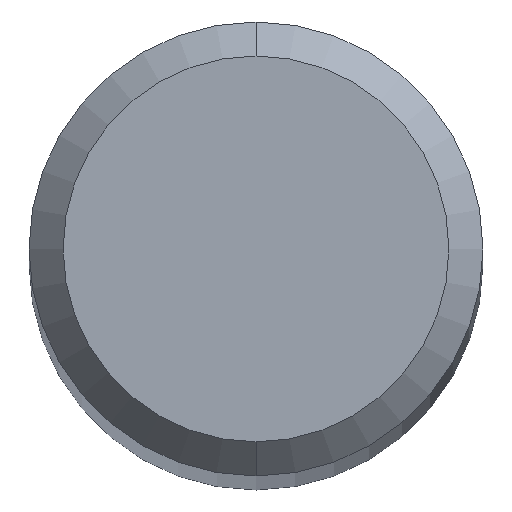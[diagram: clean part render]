
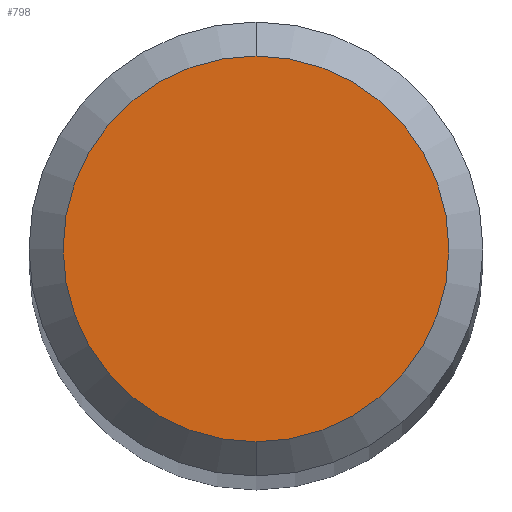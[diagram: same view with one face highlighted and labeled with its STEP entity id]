
A CAD part, top view. The second image highlights one B-rep face of the part: STEP entity #798.
In plain terms, the highlighted planar face has unit normal (0, 0, 1).
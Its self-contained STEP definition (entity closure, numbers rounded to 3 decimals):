
#670=VERTEX_POINT('',#1493);
#798=ADVANCED_FACE('',(#1632),#1633,.T.);
#942=EDGE_CURVE('',#1096,#670,#1791,.T.);
#1096=VERTEX_POINT('',#1957);
#1120=EDGE_CURVE('',#670,#1096,#1982,.T.);
#1493=CARTESIAN_POINT('',(0.,-1.7,0.0));
#1632=FACE_OUTER_BOUND('',#20069,.T.);
#1633=PLANE('',#20070);
#1791=CIRCLE('',#23125,1.7);
#1957=CARTESIAN_POINT('',(0.0,1.7,0.0));
#1982=CIRCLE('',#26634,1.7);
#20069=EDGE_LOOP('',(#29580,#29581));
#20070=AXIS2_PLACEMENT_3D('',#29582,#29583,#29584);
#23125=AXIS2_PLACEMENT_3D('',#29751,#29752,#29753);
#26634=AXIS2_PLACEMENT_3D('',#29909,#29910,#29911);
#29580=ORIENTED_EDGE('',*,*,#942,.F.);
#29581=ORIENTED_EDGE('',*,*,#1120,.F.);
#29582=CARTESIAN_POINT('',(0.0,0.85,0.0));
#29583=DIRECTION('',(-0.0,0.0,1.0));
#29584=DIRECTION('',(0.0,-1.0,0.0));
#29751=CARTESIAN_POINT('',(0.0,0.0,0.0));
#29752=DIRECTION('',(0.0,0.0,-1.0));
#29753=DIRECTION('',(0.0,1.0,0.0));
#29909=CARTESIAN_POINT('',(0.0,0.0,0.0));
#29910=DIRECTION('',(0.0,0.0,-1.0));
#29911=DIRECTION('',(0.0,1.0,0.0));
